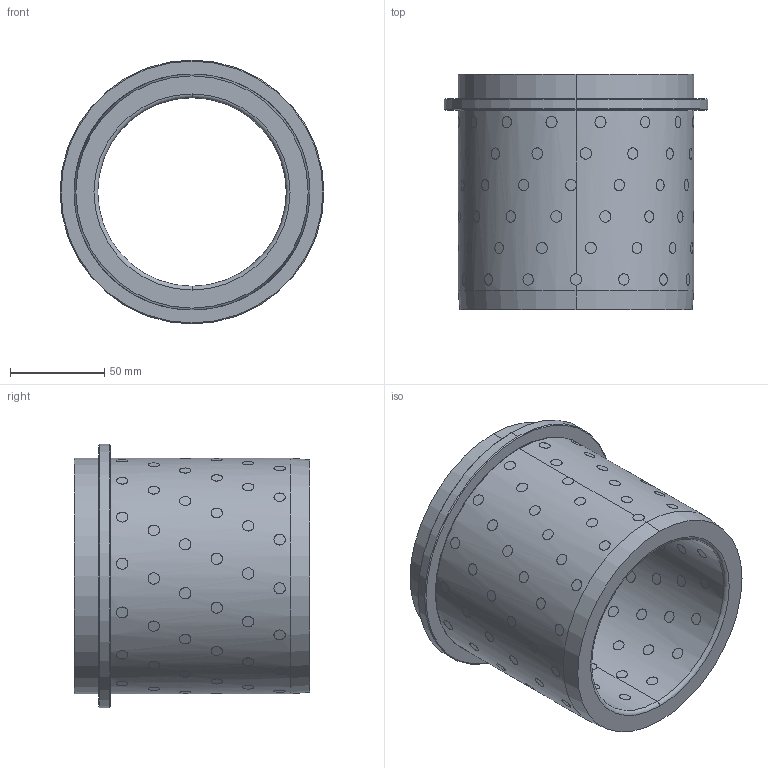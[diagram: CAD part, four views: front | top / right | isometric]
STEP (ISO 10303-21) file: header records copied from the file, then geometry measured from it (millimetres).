
FILE_DESCRIPTION (( 'STEP AP214' ), '1' );
FILE_NAME ('JNM-100.STEP', '2021-10-20T08:56:19', ( '' ), ( '' ), 'SwSTEP 2.0', 'SolidWorks 2016', '' );
FILE_SCHEMA (( 'AUTOMOTIVE_DESIGN' ));
Length unit declared in the file: millimetre
Products named in the file (95): ʯī-L12.5; JNM-D100-L125; JNM-100
Assembly tree (92 placements, depth 2):
  ʯī-L12.5
  ʯī-L12.5
  ʯī-L12.5
  ʯī-L12.5
  ʯī-L12.5
Bounding box: 140 x 125 x 140 mm (x, y, z)
Volume: 561802.5 mm3; surface area: 144037.1 mm2
Topology: 91 solids, 91 shells, 568 faces, 1157 edges, 766 vertices
Faces by surface type: cylinder 370, plane 184, cone 8, torus 6
Entity records: 20138 total; most frequent: CARTESIAN_POINT 12890, ORIENTED_EDGE 1244, DIRECTION 912, EDGE_CURVE 622, VERTEX_POINT 408, EDGE_LOOP 388, B_SPLINE_CURVE_WITH_KNOTS 373, AXIS2_PLACEMENT_3D 352
